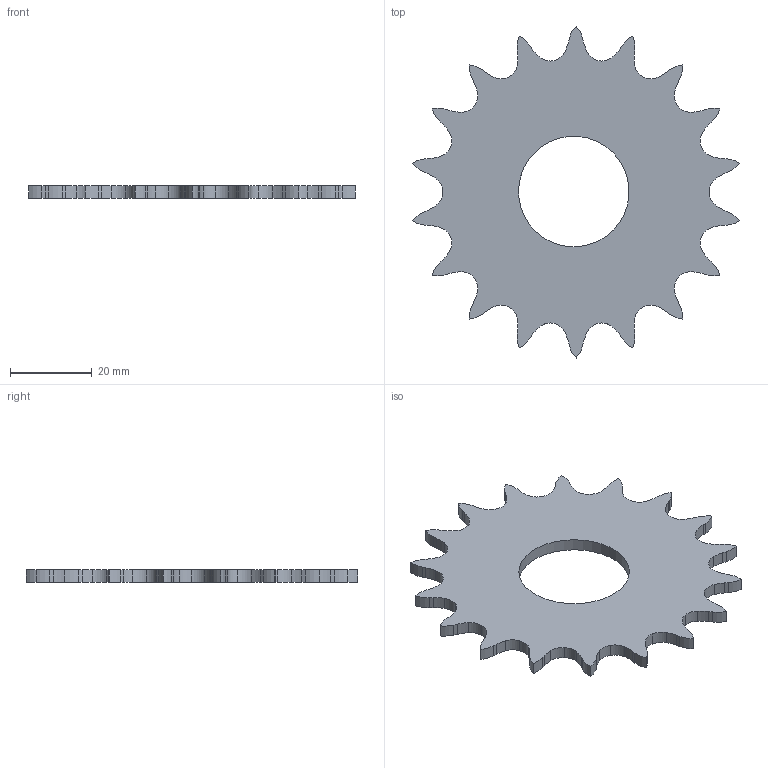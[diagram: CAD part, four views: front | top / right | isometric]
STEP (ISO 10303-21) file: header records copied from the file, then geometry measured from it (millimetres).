
FILE_DESCRIPTION(/* description */ (''),/* implementation_level */ '2;1');
FILE_NAME(/* name */ 'freewheel, for steering system v1.stp',/* time_stamp */ '2024-03-31T23:05:25+05:30',/* author */ ('yadav'),/* organization */ (''),/* preprocessor_version */ 'ST-DEVELOPER v19.2',/* originating_system */ 'Autodesk Inventor 2024',/* authorisation */ '');
FILE_SCHEMA (('AUTOMOTIVE_DESIGN { 1 0 10303 214 3 1 1 }'));
Length unit declared in the file: millimetre
Products named in the file (1): freewheel, for steering system v1
Bounding box: 79.84 x 81.07 x 3 mm (x, y, z)
Volume: 9998.5 mm3; surface area: 8079.1 mm2
Topology: 1 solids, 1 shells, 147 faces, 435 edges, 290 vertices
Faces by surface type: cylinder 109, plane 38
Full cylindrical faces by diameter (mm): 27 x1
Entity records: 5083 total; most frequent: DIRECTION 949, CARTESIAN_POINT 873, ORIENTED_EDGE 870, EDGE_CURVE 435, AXIS2_PLACEMENT_3D 366, VERTEX_POINT 290, CIRCLE 218, LINE 217
